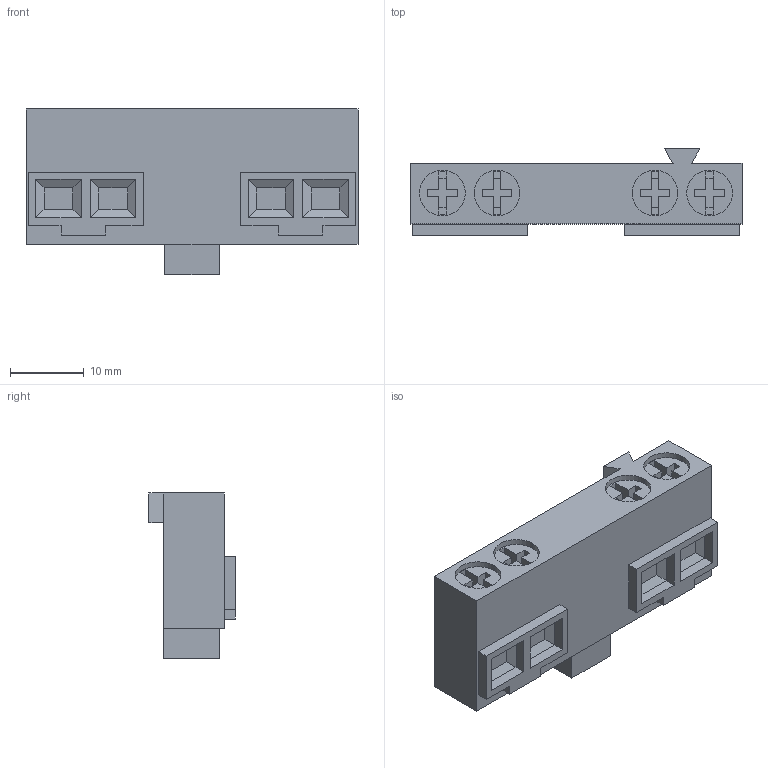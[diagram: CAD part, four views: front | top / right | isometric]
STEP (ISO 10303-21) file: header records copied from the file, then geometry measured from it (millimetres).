
FILE_DESCRIPTION( ( '' ), '1' );
FILE_NAME( 'nhi_e.stp', '2010-03-05T08:02:23', ( '' ), ( '' ), ' ', ' ', ' ' );
FILE_SCHEMA( ( 'CONFIG_CONTROL_DESIGN' ) );
Length unit declared in the file: millimetre
Products named in the file (1): 1
Bounding box: 45 x 11.7 x 22.5 mm (x, y, z)
Volume: 6954.2 mm3; surface area: 3382.4 mm2
Topology: 1 solids, 1 shells, 148 faces, 380 edges, 248 vertices
Faces by surface type: plane 132, cylinder 16
Entity records: 4452 total; most frequent: CARTESIAN_POINT 777, ORIENTED_EDGE 760, DIRECTION 710, EDGE_CURVE 380, LINE 348, VECTOR 348, VERTEX_POINT 248, AXIS2_PLACEMENT_3D 181
